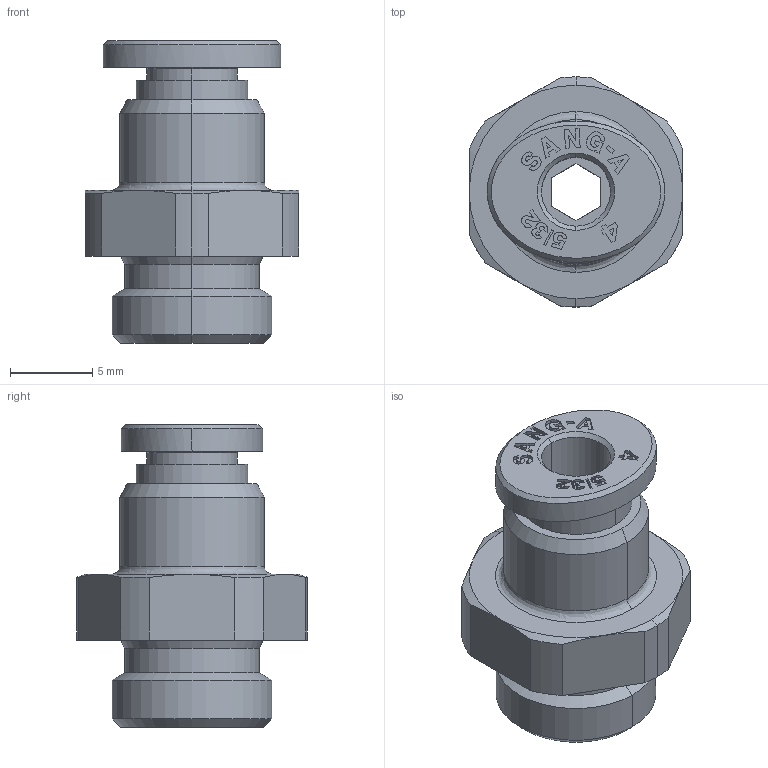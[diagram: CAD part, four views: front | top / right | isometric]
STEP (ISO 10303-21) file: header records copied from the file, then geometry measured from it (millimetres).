
FILE_DESCRIPTION((''),'2;1');
FILE_NAME('GPC 04G01(3D).stp','2012-12-20T14:20:17',(''),(''),'Mechanical Desktop.R8.0.24.0','Mechanical Desktop.R8.0.24.0',', , ');
FILE_SCHEMA(('CONFIG_CONTROL_DESIGN'));
Length unit declared in the file: millimetre
Products named in the file (2): GPC 04G01(3D); ºÎÇ°1
Assembly tree (1 placements, depth 2):
  GPC 04G01(3D)
    ºÎÇ°1
Bounding box: 13 x 14 x 18.4 mm (x, y, z)
Volume: 1140.2 mm3; surface area: 1211 mm2
Topology: 1 solids, 1 shells, 430 faces, 1196 edges, 789 vertices
Faces by surface type: plane 347, bspline 31, cylinder 28, cone 24
Entity records: 14333 total; most frequent: CARTESIAN_POINT 3245, ORIENTED_EDGE 2392, DIRECTION 2114, EDGE_CURVE 1196, VECTOR 1034, LINE 1034, VERTEX_POINT 789, AXIS2_PLACEMENT_3D 540
